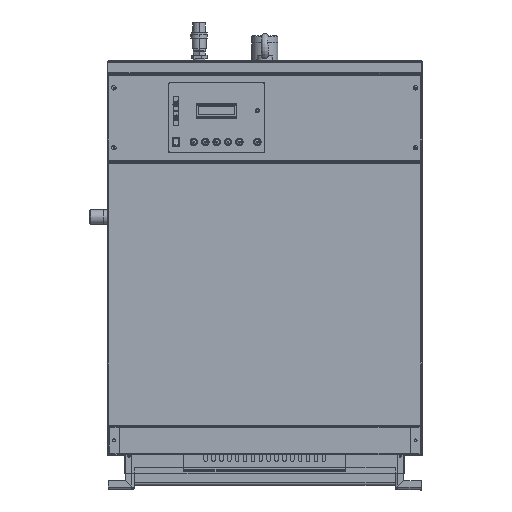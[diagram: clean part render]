
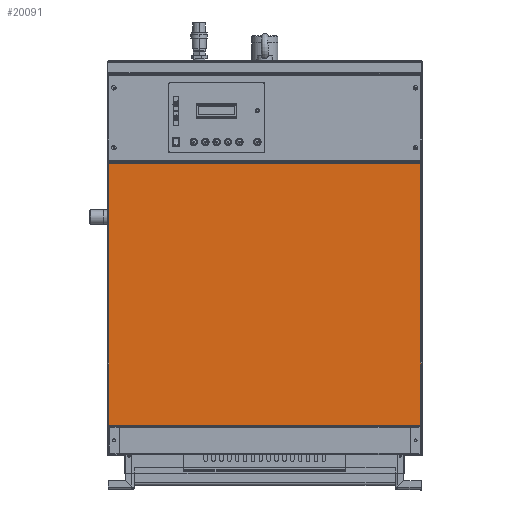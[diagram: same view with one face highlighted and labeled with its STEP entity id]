
A CAD part, top view. The second image highlights one B-rep face of the part: STEP entity #20091.
In plain terms, the highlighted face is planar.
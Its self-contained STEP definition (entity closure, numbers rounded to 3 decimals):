
#20091=ADVANCED_FACE('',(#39008),#39010,.T.);
#39008=FACE_BOUND('',#39009,.T.);
#39009=EDGE_LOOP('',(#50245,#50246,#50247,#50248));
#39010=PLANE('',#39011);
#39011=AXIS2_PLACEMENT_3D('',#39012,#39013,#39014);
#39012=CARTESIAN_POINT('',(-1.5,0.,0.));
#39013=DIRECTION('',(-1.,0.,-0.));
#39014=DIRECTION('',(0.,0.,-1.));
#50245=ORIENTED_EDGE('',*,*,#55727,.T.);
#50246=ORIENTED_EDGE('',*,*,#55734,.T.);
#50247=ORIENTED_EDGE('',*,*,#55735,.T.);
#50248=ORIENTED_EDGE('',*,*,#55736,.T.);
#55727=EDGE_CURVE('',#63487,#63493,#63495,.T.);
#55734=EDGE_CURVE('',#63493,#63505,#63506,.T.);
#55735=EDGE_CURVE('',#63505,#63507,#63508,.T.);
#55736=EDGE_CURVE('',#63507,#63487,#63509,.T.);
#63487=VERTEX_POINT('',#84548);
#63493=VERTEX_POINT('',#84564);
#63495=LINE('',#84569,#84570);
#63505=VERTEX_POINT('',#84596);
#63506=LINE('',#84597,#84598);
#63507=VERTEX_POINT('',#84600);
#63508=LINE('',#84601,#84602);
#63509=LINE('',#84604,#84605);
#84548=CARTESIAN_POINT('',(-1.5,299.5,-357.));
#84564=CARTESIAN_POINT('',(-1.5,-299.5,-357.));
#84569=CARTESIAN_POINT('',(-1.5,299.5,-357.));
#84570=VECTOR('',#84571,1.);
#84571=DIRECTION('',(0.,-1.,0.));
#84596=CARTESIAN_POINT('',(-1.5,-299.5,357.));
#84597=CARTESIAN_POINT('',(-1.5,-299.5,-357.));
#84598=VECTOR('',#84599,1.);
#84599=DIRECTION('',(0.,0.,1.));
#84600=CARTESIAN_POINT('',(-1.5,299.5,357.));
#84601=CARTESIAN_POINT('',(-1.5,-299.5,357.));
#84602=VECTOR('',#84603,1.);
#84603=DIRECTION('',(0.,1.,0.));
#84604=CARTESIAN_POINT('',(-1.5,299.5,357.));
#84605=VECTOR('',#84606,1.);
#84606=DIRECTION('',(0.,0.,-1.));
